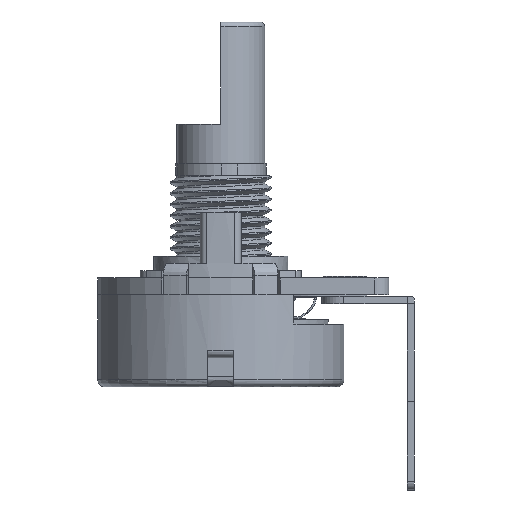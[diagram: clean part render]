
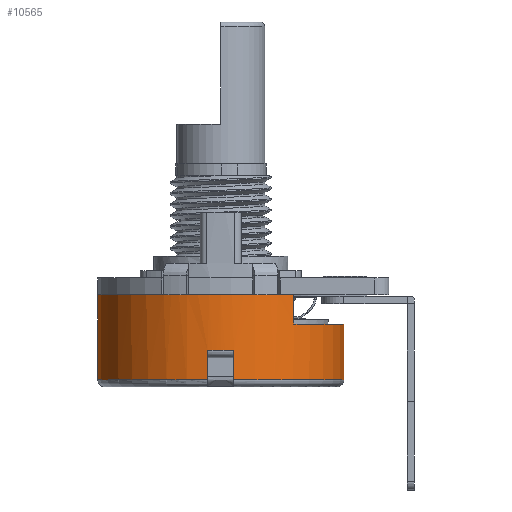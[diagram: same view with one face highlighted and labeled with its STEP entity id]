
A CAD part, left-side view. The second image highlights one B-rep face of the part: STEP entity #10565.
In plain terms, the highlighted cylindrical face has radius 8.45 mm (diameter 16.9 mm), a full revolution.
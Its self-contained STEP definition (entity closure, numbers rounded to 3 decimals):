
#9605 = VERTEX_POINT('',#9606);
#9606 = CARTESIAN_POINT('',(-8.125,-2.322,7.65));
#9612 = EDGE_CURVE('',#9605,#9613,#9615,.T.);
#9613 = VERTEX_POINT('',#9614);
#9614 = CARTESIAN_POINT('',(-7.493,-3.907,7.65));
#9615 = CIRCLE('',#9616,8.45);
#9616 = AXIS2_PLACEMENT_3D('',#9617,#9618,#9619);
#9617 = CARTESIAN_POINT('',(0.,0.,7.65));
#9618 = DIRECTION('',(0.,0.,1.));
#9619 = DIRECTION('',(1.,0.,0.));
#9669 = VERTEX_POINT('',#9670);
#9670 = CARTESIAN_POINT('',(8.125,2.322,7.65));
#9717 = VERTEX_POINT('',#9718);
#9718 = CARTESIAN_POINT('',(7.542,-3.811,7.65));
#9724 = EDGE_CURVE('',#9717,#9725,#9727,.T.);
#9725 = VERTEX_POINT('',#9726);
#9726 = CARTESIAN_POINT('',(8.104,-2.395,7.65));
#9727 = CIRCLE('',#9728,8.45);
#9728 = AXIS2_PLACEMENT_3D('',#9729,#9730,#9731);
#9729 = CARTESIAN_POINT('',(0.,0.,7.65));
#9730 = DIRECTION('',(0.,0.,1.));
#9731 = DIRECTION('',(1.,0.,0.));
#9773 = VERTEX_POINT('',#9774);
#9774 = CARTESIAN_POINT('',(-8.125,2.322,7.65));
#9804 = VERTEX_POINT('',#9805);
#9805 = CARTESIAN_POINT('',(-7.495,3.902,7.65));
#9811 = EDGE_CURVE('',#9804,#9773,#9812,.T.);
#9812 = CIRCLE('',#9813,8.45);
#9813 = AXIS2_PLACEMENT_3D('',#9814,#9815,#9816);
#9814 = CARTESIAN_POINT('',(0.,0.,7.65));
#9815 = DIRECTION('',(0.,0.,1.));
#9816 = DIRECTION('',(1.,0.,0.));
#9870 = EDGE_CURVE('',#9725,#9669,#9871,.T.);
#9871 = CIRCLE('',#9872,8.45);
#9872 = AXIS2_PLACEMENT_3D('',#9873,#9874,#9875);
#9873 = CARTESIAN_POINT('',(0.,0.,7.65));
#9874 = DIRECTION('',(0.,0.,1.));
#9875 = DIRECTION('',(1.,0.,0.));
#9904 = VERTEX_POINT('',#9905);
#9905 = CARTESIAN_POINT('',(6.812,-5.,7.65));
#9911 = EDGE_CURVE('',#9904,#9717,#9912,.T.);
#9912 = CIRCLE('',#9913,8.45);
#9913 = AXIS2_PLACEMENT_3D('',#9914,#9915,#9916);
#9914 = CARTESIAN_POINT('',(0.,0.,7.65));
#9915 = DIRECTION('',(0.,0.,1.));
#9916 = DIRECTION('',(1.,0.,0.));
#9928 = VERTEX_POINT('',#9929);
#9929 = CARTESIAN_POINT('',(7.493,3.907,7.65));
#9952 = EDGE_CURVE('',#9669,#9928,#9953,.T.);
#9953 = CIRCLE('',#9954,8.45);
#9954 = AXIS2_PLACEMENT_3D('',#9955,#9956,#9957);
#9955 = CARTESIAN_POINT('',(0.,0.,7.65));
#9956 = DIRECTION('',(0.,0.,1.));
#9957 = DIRECTION('',(1.,0.,0.));
#9969 = EDGE_CURVE('',#9928,#9804,#9970,.T.);
#9970 = CIRCLE('',#9971,8.45);
#9971 = AXIS2_PLACEMENT_3D('',#9972,#9973,#9974);
#9972 = CARTESIAN_POINT('',(0.,0.,7.65));
#9973 = DIRECTION('',(0.,0.,1.));
#9974 = DIRECTION('',(1.,0.,0.));
#10042 = EDGE_CURVE('',#9613,#10043,#10045,.T.);
#10043 = VERTEX_POINT('',#10044);
#10044 = CARTESIAN_POINT('',(-6.812,-5.,7.65));
#10045 = CIRCLE('',#10046,8.45);
#10046 = AXIS2_PLACEMENT_3D('',#10047,#10048,#10049);
#10047 = CARTESIAN_POINT('',(0.,0.,7.65));
#10048 = DIRECTION('',(0.,0.,1.));
#10049 = DIRECTION('',(1.,0.,0.));
#10092 = EDGE_CURVE('',#9773,#10093,#10095,.T.);
#10093 = VERTEX_POINT('',#10094);
#10094 = CARTESIAN_POINT('',(-8.45,0.,7.65));
#10095 = CIRCLE('',#10096,8.45);
#10096 = AXIS2_PLACEMENT_3D('',#10097,#10098,#10099);
#10097 = CARTESIAN_POINT('',(0.,0.,7.65));
#10098 = DIRECTION('',(0.,0.,1.));
#10099 = DIRECTION('',(1.,0.,0.));
#10101 = EDGE_CURVE('',#10093,#9605,#10102,.T.);
#10102 = CIRCLE('',#10103,8.45);
#10103 = AXIS2_PLACEMENT_3D('',#10104,#10105,#10106);
#10104 = CARTESIAN_POINT('',(0.,0.,7.65));
#10105 = DIRECTION('',(0.,0.,1.));
#10106 = DIRECTION('',(1.,0.,0.));
#10154 = VERTEX_POINT('',#10155);
#10155 = CARTESIAN_POINT('',(-8.402,0.9,3.85));
#10178 = VERTEX_POINT('',#10179);
#10179 = CARTESIAN_POINT('',(-8.402,-0.9,3.85));
#10192 = EDGE_CURVE('',#10178,#10193,#10195,.T.);
#10193 = VERTEX_POINT('',#10194);
#10194 = CARTESIAN_POINT('',(-8.45,0.,3.85));
#10195 = CIRCLE('',#10196,8.45);
#10196 = AXIS2_PLACEMENT_3D('',#10197,#10198,#10199);
#10197 = CARTESIAN_POINT('',(0.,0.,3.85));
#10198 = DIRECTION('',(0.,0.,-1.));
#10199 = DIRECTION('',(-1.,0.,0.));
#10201 = EDGE_CURVE('',#10193,#10154,#10202,.T.);
#10202 = CIRCLE('',#10203,8.45);
#10203 = AXIS2_PLACEMENT_3D('',#10204,#10205,#10206);
#10204 = CARTESIAN_POINT('',(0.,0.,3.85));
#10205 = DIRECTION('',(0.,0.,-1.));
#10206 = DIRECTION('',(-1.,0.,0.));
#10451 = VERTEX_POINT('',#10452);
#10452 = CARTESIAN_POINT('',(-8.402,-0.9,1.85));
#10465 = EDGE_CURVE('',#10178,#10451,#10466,.T.);
#10466 = LINE('',#10467,#10468);
#10467 = CARTESIAN_POINT('',(-8.402,-0.9,1.35));
#10468 = VECTOR('',#10469,1.);
#10469 = DIRECTION('',(0.,0.,-1.));
#10508 = EDGE_CURVE('',#10509,#10154,#10511,.T.);
#10509 = VERTEX_POINT('',#10510);
#10510 = CARTESIAN_POINT('',(-8.402,0.9,1.85));
#10511 = LINE('',#10512,#10513);
#10512 = CARTESIAN_POINT('',(-8.402,0.9,1.35));
#10513 = VECTOR('',#10514,1.);
#10514 = DIRECTION('',(0.,0.,1.));
#10546 = EDGE_CURVE('',#10509,#10451,#10547,.T.);
#10547 = CIRCLE('',#10548,8.45);
#10548 = AXIS2_PLACEMENT_3D('',#10549,#10550,#10551);
#10549 = CARTESIAN_POINT('',(0.,0.,1.85));
#10550 = DIRECTION('',(0.,0.,-1.));
#10551 = DIRECTION('',(1.,0.,0.));
#10565 = ADVANCED_FACE('',(#10566),#10613,.T.);
#10566 = FACE_BOUND('',#10567,.T.);
#10567 = EDGE_LOOP('',(#10568,#10576,#10577,#10578,#10579,#10585,#10586,
    #10587,#10588,#10589,#10590,#10591,#10592,#10593,#10594,#10595,
    #10596,#10597,#10598,#10606));
#10568 = ORIENTED_EDGE('',*,*,#10569,.T.);
#10569 = EDGE_CURVE('',#10570,#10043,#10572,.T.);
#10570 = VERTEX_POINT('',#10571);
#10571 = CARTESIAN_POINT('',(-6.812,-5.,5.65));
#10572 = LINE('',#10573,#10574);
#10573 = CARTESIAN_POINT('',(-6.812,-5.,1.35));
#10574 = VECTOR('',#10575,1.);
#10575 = DIRECTION('',(0.,0.,1.));
#10576 = ORIENTED_EDGE('',*,*,#10042,.F.);
#10577 = ORIENTED_EDGE('',*,*,#9612,.F.);
#10578 = ORIENTED_EDGE('',*,*,#10101,.F.);
#10579 = ORIENTED_EDGE('',*,*,#10580,.T.);
#10580 = EDGE_CURVE('',#10093,#10193,#10581,.T.);
#10581 = LINE('',#10582,#10583);
#10582 = CARTESIAN_POINT('',(-8.45,0.,1.35));
#10583 = VECTOR('',#10584,1.);
#10584 = DIRECTION('',(0.,0.,-1.));
#10585 = ORIENTED_EDGE('',*,*,#10192,.F.);
#10586 = ORIENTED_EDGE('',*,*,#10465,.T.);
#10587 = ORIENTED_EDGE('',*,*,#10546,.F.);
#10588 = ORIENTED_EDGE('',*,*,#10508,.T.);
#10589 = ORIENTED_EDGE('',*,*,#10201,.F.);
#10590 = ORIENTED_EDGE('',*,*,#10580,.F.);
#10591 = ORIENTED_EDGE('',*,*,#10092,.F.);
#10592 = ORIENTED_EDGE('',*,*,#9811,.F.);
#10593 = ORIENTED_EDGE('',*,*,#9969,.F.);
#10594 = ORIENTED_EDGE('',*,*,#9952,.F.);
#10595 = ORIENTED_EDGE('',*,*,#9870,.F.);
#10596 = ORIENTED_EDGE('',*,*,#9724,.F.);
#10597 = ORIENTED_EDGE('',*,*,#9911,.F.);
#10598 = ORIENTED_EDGE('',*,*,#10599,.T.);
#10599 = EDGE_CURVE('',#9904,#10600,#10602,.T.);
#10600 = VERTEX_POINT('',#10601);
#10601 = CARTESIAN_POINT('',(6.812,-5.,5.65));
#10602 = LINE('',#10603,#10604);
#10603 = CARTESIAN_POINT('',(6.812,-5.,1.35));
#10604 = VECTOR('',#10605,1.);
#10605 = DIRECTION('',(0.,0.,-1.));
#10606 = ORIENTED_EDGE('',*,*,#10607,.T.);
#10607 = EDGE_CURVE('',#10600,#10570,#10608,.T.);
#10608 = CIRCLE('',#10609,8.45);
#10609 = AXIS2_PLACEMENT_3D('',#10610,#10611,#10612);
#10610 = CARTESIAN_POINT('',(0.,0.,5.65));
#10611 = DIRECTION('',(0.,0.,-1.));
#10612 = DIRECTION('',(1.,0.,0.));
#10613 = CYLINDRICAL_SURFACE('',#10614,8.45);
#10614 = AXIS2_PLACEMENT_3D('',#10615,#10616,#10617);
#10615 = CARTESIAN_POINT('',(0.,0.,1.35));
#10616 = DIRECTION('',(0.,0.,1.));
#10617 = DIRECTION('',(1.,0.,0.));
